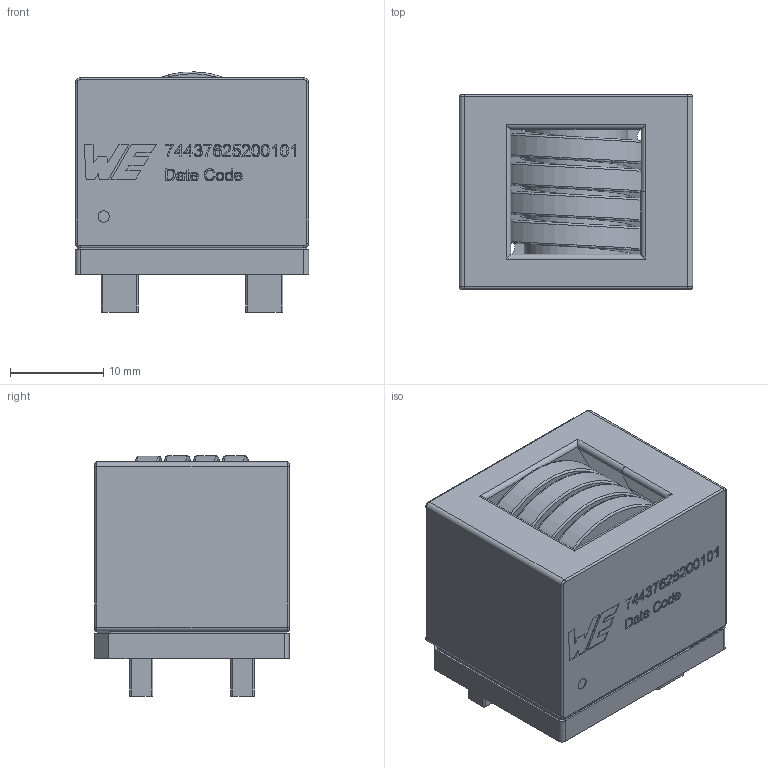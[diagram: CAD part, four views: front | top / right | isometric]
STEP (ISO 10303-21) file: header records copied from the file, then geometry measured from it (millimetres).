
FILE_DESCRIPTION(/* description */ ('Unknown','CAx-IF Rec.Pracs.---Representation and Presentation of Product Manufacturing Information (PMI)---4.0---2014-10-13','CAx-IF Rec.Pracs.---3D Tessellated Geometry---0.4---2014-09-14','2;1'),/* implementation_level */ '2;1');
FILE_NAME(/* name */ 'L_Wurth_WE-HCFT-2520_74437625200101',/* time_stamp */ '2025-01-15T14:07:28+08:00',/* author */ ('Unknown'),/* organization */ ('Unknown'),/* preprocessor_version */ 'ST-DEVELOPER v16.7',/* originating_system */ 'Solid Edge',/* authorisation */ 'Unknown');
FILE_SCHEMA (('AP242_MANAGED_MODEL_BASED_3D_ENGINEERING_MIM_LF { 1 0 10303 442 1 1 4 }'));
Length unit declared in the file: metre
Products named in the file (2): L_Wurth_WE-HCFT-2520_74437625200101
Assembly tree (1 placements, depth 2):
  L_Wurth_WE-HCFT-2520_74437625200101
    L_Wurth_WE-HCFT-2520_74437625200101
Bounding box: 25 x 20.8 x 25.75 mm (x, y, z)
Volume: 9336.6 mm3; surface area: 7417 mm2
Topology: 1 solids, 2 shells, 364 faces, 904 edges, 583 vertices
Faces by surface type: plane 225, bspline 73, cylinder 58, torus 8
Full cylindrical faces by diameter (mm): 1.2 x1, 2.4 x2, 11.1 x1
Entity records: 21593 total; most frequent: CARTESIAN_POINT 10528, ORIENTED_EDGE 1778, DIRECTION 1409, EDGE_CURVE 889, LINE 607, VECTOR 607, VERTEX_POINT 582, EDGE_LOOP 431
